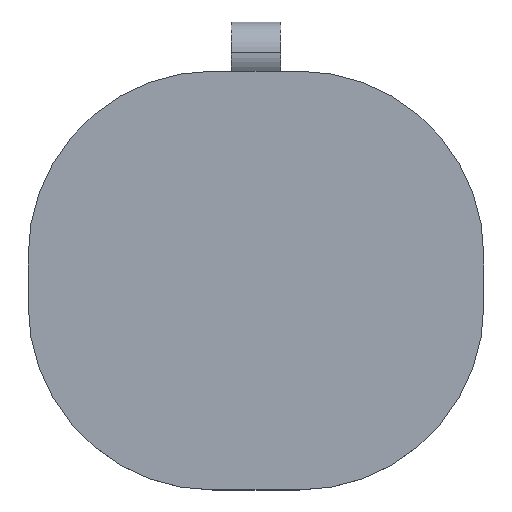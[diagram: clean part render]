
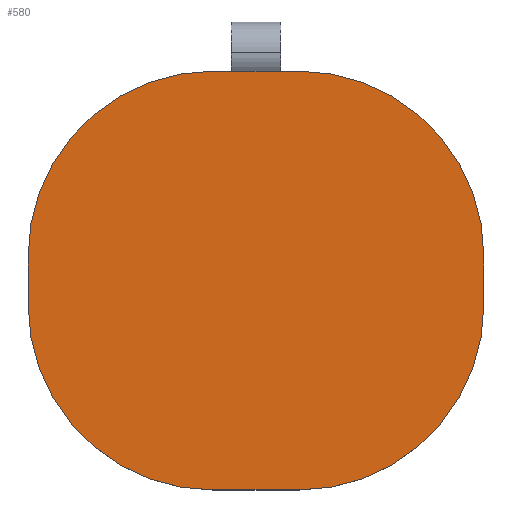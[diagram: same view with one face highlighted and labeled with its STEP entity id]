
A CAD part, top view. The second image highlights one B-rep face of the part: STEP entity #580.
In plain terms, the highlighted planar face has unit normal (0, 0, 1).
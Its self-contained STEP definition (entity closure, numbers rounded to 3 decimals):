
#4 = EDGE_CURVE ( 'NONE', #223, #538, #105, .T. ) ;
#9 = CIRCLE ( 'NONE', #85, 15. ) ;
#13 = VERTEX_POINT ( 'NONE', #227 ) ;
#14 = DIRECTION ( 'NONE',  ( 1., 0., 0. ) ) ;
#17 = DIRECTION ( 'NONE',  ( -1., 0., 0. ) ) ;
#48 = DIRECTION ( 'NONE',  ( 0., 1., 0. ) ) ;
#55 = EDGE_LOOP ( 'NONE', ( #582, #404, #507, #176, #171, #87, #295, #307 ) ) ;
#59 = EDGE_CURVE ( 'NONE', #13, #364, #205, .T. ) ;
#85 = AXIS2_PLACEMENT_3D ( 'NONE', #615, #239, #534 ) ;
#86 = DIRECTION ( 'NONE',  ( -1., 0., 0. ) ) ;
#87 = ORIENTED_EDGE ( 'NONE', *, *, #569, .T. ) ;
#105 = CIRCLE ( 'NONE', #366, 15. ) ;
#112 = CARTESIAN_POINT ( 'NONE',  ( 0., 0., 2. ) ) ;
#121 = AXIS2_PLACEMENT_3D ( 'NONE', #112, #593, #253 ) ;
#127 = CARTESIAN_POINT ( 'NONE',  ( 0., 15., 2. ) ) ;
#142 = CARTESIAN_POINT ( 'NONE',  ( 22., 15., 2. ) ) ;
#158 = EDGE_CURVE ( 'NONE', #220, #538, #322, .T. ) ;
#171 = ORIENTED_EDGE ( 'NONE', *, *, #158, .F. ) ;
#176 = ORIENTED_EDGE ( 'NONE', *, *, #4, .T. ) ;
#183 = CARTESIAN_POINT ( 'NONE',  ( 15., 34., 2. ) ) ;
#190 = EDGE_CURVE ( 'NONE', #223, #365, #367, .T. ) ;
#205 = CIRCLE ( 'NONE', #254, 15. ) ;
#211 = FACE_OUTER_BOUND ( 'NONE', #55, .T. ) ;
#220 = VERTEX_POINT ( 'NONE', #127 ) ;
#223 = VERTEX_POINT ( 'NONE', #183 ) ;
#227 = CARTESIAN_POINT ( 'NONE',  ( 22., 0., 2. ) ) ;
#239 = DIRECTION ( 'NONE',  ( 0., 0., 1. ) ) ;
#243 = CIRCLE ( 'NONE', #308, 15. ) ;
#253 = DIRECTION ( 'NONE',  ( -1., 0., 0. ) ) ;
#254 = AXIS2_PLACEMENT_3D ( 'NONE', #142, #608, #86 ) ;
#260 = VERTEX_POINT ( 'NONE', #321 ) ;
#262 = VERTEX_POINT ( 'NONE', #470 ) ;
#265 = DIRECTION ( 'NONE',  ( 0., 0., 1. ) ) ;
#287 = CARTESIAN_POINT ( 'NONE',  ( 37., 0., 2. ) ) ;
#295 = ORIENTED_EDGE ( 'NONE', *, *, #488, .T. ) ;
#300 = VECTOR ( 'NONE', #374, 1000. ) ;
#304 = CARTESIAN_POINT ( 'NONE',  ( 15., 15., 2. ) ) ;
#307 = ORIENTED_EDGE ( 'NONE', *, *, #59, .T. ) ;
#308 = AXIS2_PLACEMENT_3D ( 'NONE', #304, #540, #17 ) ;
#309 = PLANE ( 'NONE',  #121 ) ;
#321 = CARTESIAN_POINT ( 'NONE',  ( 37., 19., 2. ) ) ;
#322 = LINE ( 'NONE', #517, #300 ) ;
#330 = CARTESIAN_POINT ( 'NONE',  ( 22., 34., 2. ) ) ;
#348 = CARTESIAN_POINT ( 'NONE',  ( 0., 19., 2. ) ) ;
#364 = VERTEX_POINT ( 'NONE', #484 ) ;
#365 = VERTEX_POINT ( 'NONE', #330 ) ;
#366 = AXIS2_PLACEMENT_3D ( 'NONE', #562, #265, #499 ) ;
#367 = LINE ( 'NONE', #377, #471 ) ;
#370 = EDGE_CURVE ( 'NONE', #260, #365, #9, .T. ) ;
#374 = DIRECTION ( 'NONE',  ( 0., 1., 0. ) ) ;
#377 = CARTESIAN_POINT ( 'NONE',  ( 0., 34., 2. ) ) ;
#385 = EDGE_CURVE ( 'NONE', #364, #260, #528, .T. ) ;
#403 = LINE ( 'NONE', #495, #502 ) ;
#404 = ORIENTED_EDGE ( 'NONE', *, *, #370, .T. ) ;
#470 = CARTESIAN_POINT ( 'NONE',  ( 15., 0., 2. ) ) ;
#471 = VECTOR ( 'NONE', #515, 1000. ) ;
#484 = CARTESIAN_POINT ( 'NONE',  ( 37., 15., 2. ) ) ;
#488 = EDGE_CURVE ( 'NONE', #262, #13, #403, .T. ) ;
#495 = CARTESIAN_POINT ( 'NONE',  ( 0., 0., 2. ) ) ;
#499 = DIRECTION ( 'NONE',  ( -1., 0., 0. ) ) ;
#502 = VECTOR ( 'NONE', #14, 1000. ) ;
#507 = ORIENTED_EDGE ( 'NONE', *, *, #190, .F. ) ;
#515 = DIRECTION ( 'NONE',  ( 1., 0., 0. ) ) ;
#517 = CARTESIAN_POINT ( 'NONE',  ( 0., 0., 2. ) ) ;
#528 = LINE ( 'NONE', #287, #603 ) ;
#534 = DIRECTION ( 'NONE',  ( -1., 0., 0. ) ) ;
#538 = VERTEX_POINT ( 'NONE', #348 ) ;
#540 = DIRECTION ( 'NONE',  ( 0., 0., 1. ) ) ;
#562 = CARTESIAN_POINT ( 'NONE',  ( 15., 19., 2. ) ) ;
#569 = EDGE_CURVE ( 'NONE', #220, #262, #243, .T. ) ;
#580 = ADVANCED_FACE ( 'NONE', ( #211 ), #309, .F. ) ;
#582 = ORIENTED_EDGE ( 'NONE', *, *, #385, .T. ) ;
#593 = DIRECTION ( 'NONE',  ( 0., 0., -1. ) ) ;
#603 = VECTOR ( 'NONE', #48, 1000. ) ;
#608 = DIRECTION ( 'NONE',  ( 0., 0., 1. ) ) ;
#615 = CARTESIAN_POINT ( 'NONE',  ( 22., 19., 2. ) ) ;
